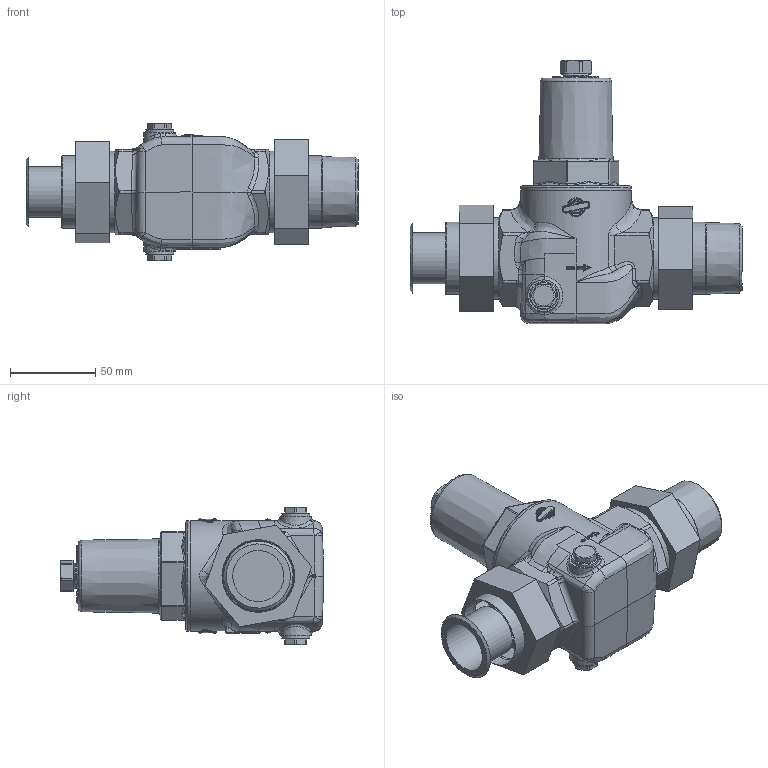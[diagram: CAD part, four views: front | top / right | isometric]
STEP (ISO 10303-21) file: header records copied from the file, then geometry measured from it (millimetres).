
FILE_DESCRIPTION(/* description */ (''),/* implementation_level */ '2;1');
FILE_NAME(/* name */ '070205-R0330.stp',/* time_stamp */ '2023-02-17T09:03:21+01:00',/* author */ ('gninka'),/* organization */ (''),/* preprocessor_version */ 'ST-DEVELOPER v19',/* originating_system */ 'Autodesk Inventor 2023',/* authorisation */ '');
FILE_SCHEMA (('AUTOMOTIVE_DESIGN { 1 0 10303 214 3 1 1 }'));
Length unit declared in the file: millimetre
Products named in the file (1): 070205-R6330.20221208_step
Bounding box: 195 x 154.62 x 81 mm (x, y, z)
Volume: 620025.1 mm3; surface area: 64626.8 mm2
Topology: 1 solids, 1 shells, 800 faces, 2067 edges, 1289 vertices
Faces by surface type: bspline 396, plane 202, cylinder 117, cone 42, torus 29, sphere 14
Full cylindrical faces by diameter (mm): 2 x1, 5 x1, 10 x1, 10.2 x1, 15 x1, 16.5 x2, 30 x2, 42.5 x2, 42.7 x2, 48 x2, 65 x1
Entity records: 40102 total; most frequent: CARTESIAN_POINT 23751, ORIENTED_EDGE 4114, DIRECTION 2239, EDGE_CURVE 2057, VERTEX_POINT 1289, B_SPLINE_CURVE_WITH_KNOTS 1054, AXIS2_PLACEMENT_3D 891, EDGE_LOOP 830
